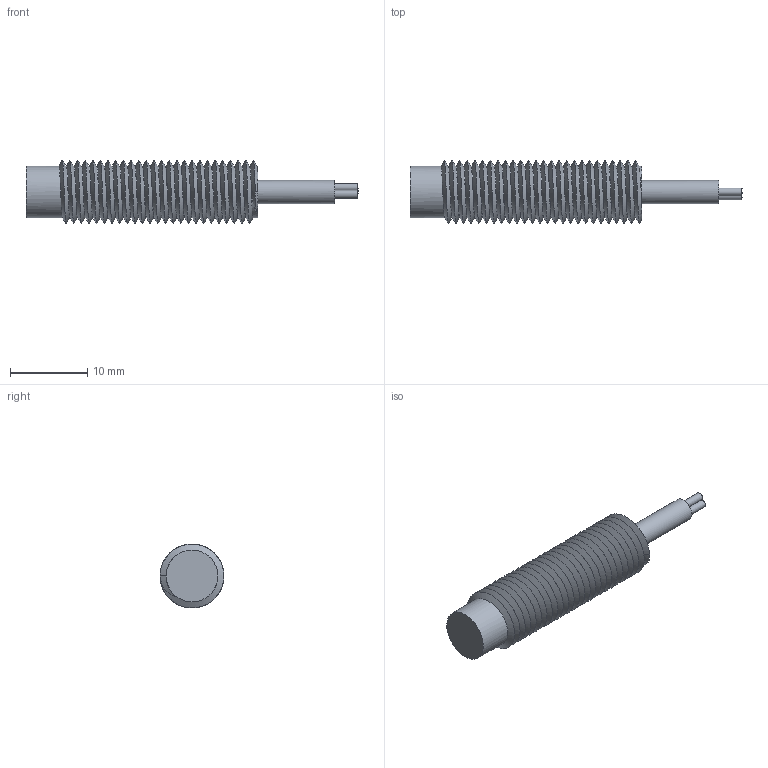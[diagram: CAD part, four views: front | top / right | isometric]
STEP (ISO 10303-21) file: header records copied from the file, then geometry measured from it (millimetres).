
FILE_DESCRIPTION( ('This file contains a STEP AP42 implementation' ,'as created by ZW3D STEP Interface translator.') ,'2;1' );
FILE_NAME( 'ECS2-0804X-X2SX.stp' ,'20 522.192259', (''), ('ZWCAD Software Co.'), 'Version 1.0', 'ZW3D to STEP translator', '' );
FILE_SCHEMA(('AUTOMOTIVE_DESIGN'));
Length unit declared in the file: millimetre
Products named in the file (2): 0; ECS2-0804X-X2SX
Bounding box: 43 x 8.26 x 8.26 mm (x, y, z)
Surface area: 1383.5 mm2 (no closed solid volume)
Topology: 0 solids, 2 shells, 41 faces, 105 edges, 69 vertices
Faces by surface type: bspline 41
Entity records: 2622 total; most frequent: CARTESIAN_POINT 1986, ORIENTED_EDGE 208, EDGE_CURVE 105, VERTEX_POINT 69, EDGE_LOOP 44, FACE_OUTER_BOUND 41, ADVANCED_FACE 41, OVER_RIDING_STYLED_ITEM 41
